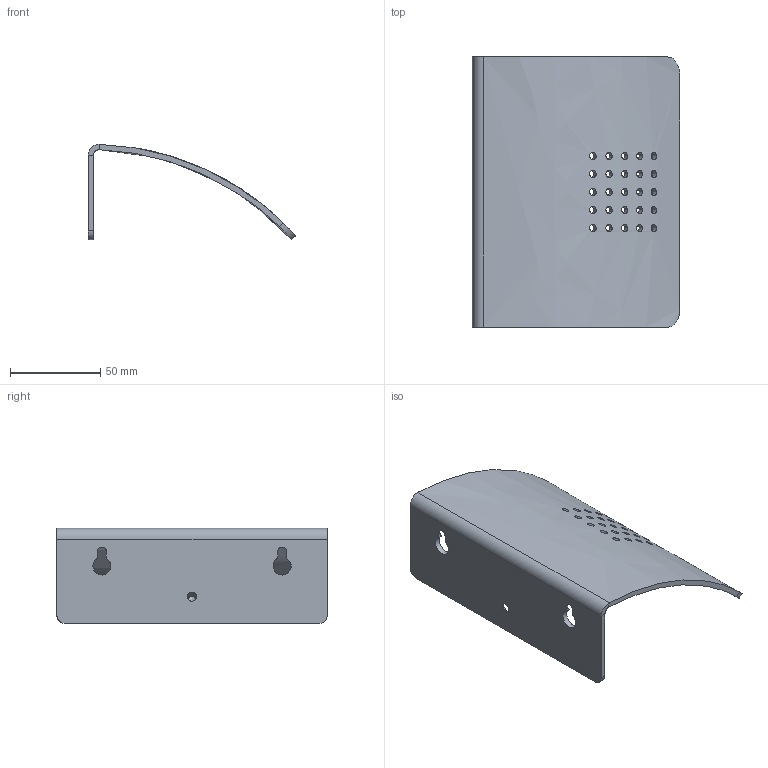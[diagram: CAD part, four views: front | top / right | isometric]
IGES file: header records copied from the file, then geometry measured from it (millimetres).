
Global section: file name: ON-XX-611-00-00_K; native system: Autodesk Inventor 2024; preprocessor: unknown; author: R. Madlener; date: 20241220.092926; units: millimetre
Bounding box: 115.24 x 150 x 52.93 mm (x, y, z)
Volume: 77536.3 mm3; surface area: 54910.1 mm2
Topology: 1 solids, 1 shells, 55 faces, 152 edges, 99 vertices
Faces by surface type: bspline 55
